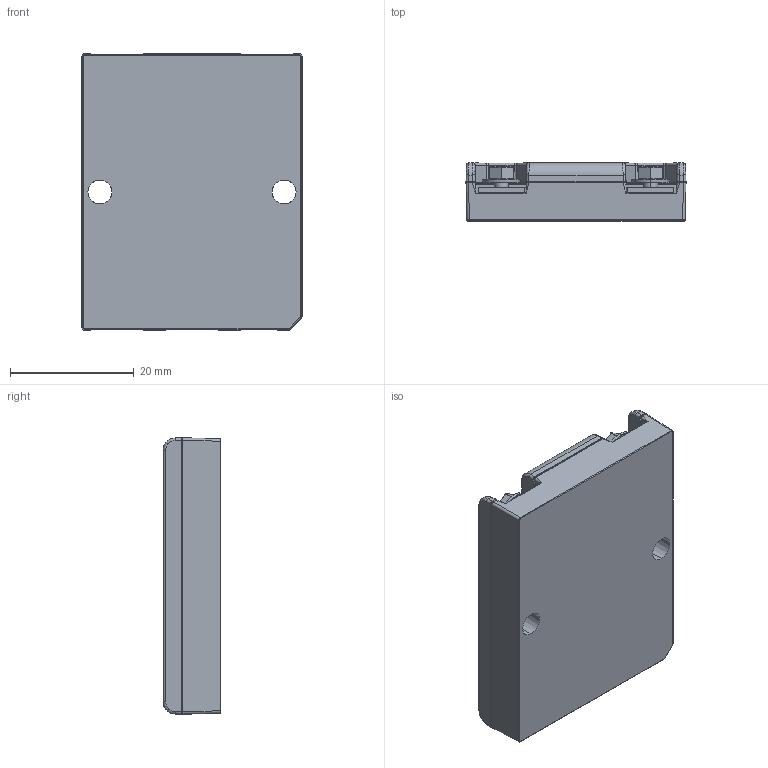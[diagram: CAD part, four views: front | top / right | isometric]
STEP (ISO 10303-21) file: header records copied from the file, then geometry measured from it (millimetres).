
FILE_DESCRIPTION (( 'STEP AP214' ), '1' );
FILE_NAME ('VIA-1714-chassis-TPM_WEBSITE VERSION.STEP', '2020-12-11T14:21:54', ( '' ), ( '' ), 'SwSTEP 2.0', 'SolidWorks 2017', '' );
FILE_SCHEMA (( 'AUTOMOTIVE_DESIGN' ));
Length unit declared in the file: millimetre
Products named in the file (1): VIA-1714-chassis-TPM_WEBSITE VERSION
Bounding box: 35.5 x 9.3 x 44.6 mm (x, y, z)
Surface area: 11912.8 mm2 (no closed solid volume)
Topology: 0 solids, 41 shells, 1947 faces, 5080 edges, 3184 vertices
Faces by surface type: cylinder 862, plane 496, cone 339, bspline 166, sphere 84
Entity records: 97781 total; most frequent: CARTESIAN_POINT 48943, ORIENTED_EDGE 10084, DIRECTION 7868, EDGE_CURVE 5047, VERTEX_POINT 3184, AXIS2_PLACEMENT_3D 2939, EDGE_LOOP 2014, LINE 1990
